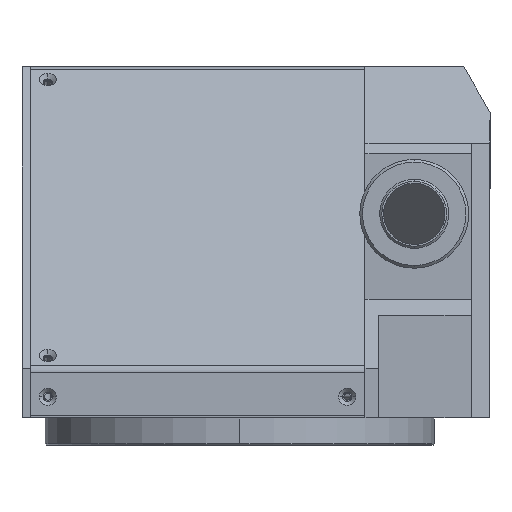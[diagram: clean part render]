
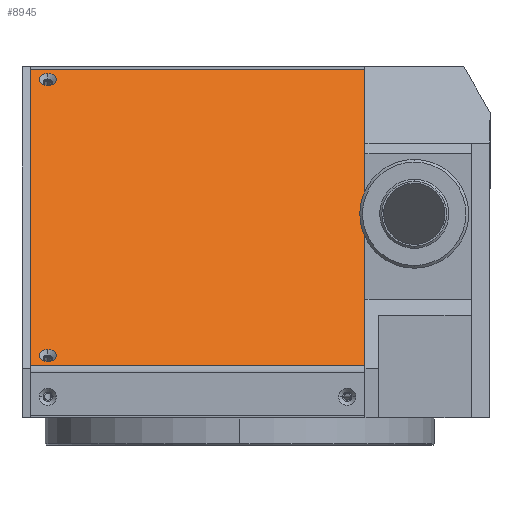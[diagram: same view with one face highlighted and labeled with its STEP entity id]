
A CAD part, left-side view. The second image highlights one B-rep face of the part: STEP entity #8945.
In plain terms, the highlighted planar face has unit normal (-0.707, 0, 0.707).
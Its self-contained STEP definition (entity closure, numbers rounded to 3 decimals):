
#26 = EDGE_LOOP ( 'NONE', ( #5982, #9403 ) ) ;
#187 = DIRECTION ( 'NONE',  ( 0.707, 0., 0.707 ) ) ;
#261 = ORIENTED_EDGE ( 'NONE', *, *, #2630, .F. ) ;
#406 = CARTESIAN_POINT ( 'NONE',  ( 30.307, 70.5, 133.52 ) ) ;
#544 = ORIENTED_EDGE ( 'NONE', *, *, #9681, .F. ) ;
#644 = ORIENTED_EDGE ( 'NONE', *, *, #1616, .F. ) ;
#656 = DIRECTION ( 'NONE',  ( -0.707, 0., -0.707 ) ) ;
#729 = CARTESIAN_POINT ( 'NONE',  ( 31.615, 294.359, 134.828 ) ) ;
#1159 = VERTEX_POINT ( 'NONE', #10817 ) ;
#1491 = CARTESIAN_POINT ( 'NONE',  ( -77.414, 77., 25.799 ) ) ;
#1616 = EDGE_CURVE ( 'NONE', #1159, #10536, #5771, .T. ) ;
#1675 = LINE ( 'NONE', #10864, #6706 ) ;
#1849 = CARTESIAN_POINT ( 'NONE',  ( 25.852, 70.5, 129.066 ) ) ;
#1925 = PLANE ( 'NONE',  #3981 ) ;
#2485 = VECTOR ( 'NONE', #656, 1000. ) ;
#2494 = CIRCLE ( 'NONE', #5499, 3.15 ) ;
#2516 = CIRCLE ( 'NONE', #6905, 3.15 ) ;
#2630 = EDGE_CURVE ( 'NONE', #7795, #8533, #10126, .T. ) ;
#2989 = EDGE_CURVE ( 'NONE', #7712, #7795, #1675, .T. ) ;
#3503 = EDGE_CURVE ( 'NONE', #4324, #8533, #8589, .T. ) ;
#3564 = VECTOR ( 'NONE', #4681, 1000. ) ;
#3793 = ORIENTED_EDGE ( 'NONE', *, *, #9834, .F. ) ;
#3981 = AXIS2_PLACEMENT_3D ( 'NONE', #7268, #10621, #187 ) ;
#4046 = DIRECTION ( 'NONE',  ( 0., -1., 0. ) ) ;
#4146 = DIRECTION ( 'NONE',  ( 0.707, 0., 0.707 ) ) ;
#4164 = DIRECTION ( 'NONE',  ( 0.707, 0., 0.707 ) ) ;
#4179 = CARTESIAN_POINT ( 'NONE',  ( 28.08, 70.5, 131.293 ) ) ;
#4324 = VERTEX_POINT ( 'NONE', #10432 ) ;
#4681 = DIRECTION ( 'NONE',  ( 0., 1., 0. ) ) ;
#4904 = AXIS2_PLACEMENT_3D ( 'NONE', #5920, #5841, #4164 ) ;
#5044 = CARTESIAN_POINT ( 'NONE',  ( -76.828, -46., 26.385 ) ) ;
#5311 = DIRECTION ( 'NONE',  ( 0.707, 0., 0.707 ) ) ;
#5499 = AXIS2_PLACEMENT_3D ( 'NONE', #10527, #7935, #9791 ) ;
#5672 = EDGE_CURVE ( 'NONE', #9231, #7050, #6225, .T. ) ;
#5746 = CARTESIAN_POINT ( 'NONE',  ( -76.828, 77., 26.385 ) ) ;
#5747 = FACE_OUTER_BOUND ( 'NONE', #10185, .T. ) ;
#5771 = CIRCLE ( 'NONE', #8601, 3.15 ) ;
#5841 = DIRECTION ( 'NONE',  ( -0.707, 0., 0.707 ) ) ;
#5920 = CARTESIAN_POINT ( 'NONE',  ( 28.08, 70.5, 131.293 ) ) ;
#5935 = DIRECTION ( 'NONE',  ( -0.707, 0., 0.707 ) ) ;
#5982 = ORIENTED_EDGE ( 'NONE', *, *, #8677, .F. ) ;
#6128 = LINE ( 'NONE', #729, #6690 ) ;
#6148 = FACE_BOUND ( 'NONE', #26, .T. ) ;
#6225 = CIRCLE ( 'NONE', #4904, 3.15 ) ;
#6690 = VECTOR ( 'NONE', #4046, 1000. ) ;
#6706 = VECTOR ( 'NONE', #9147, 1000. ) ;
#6905 = AXIS2_PLACEMENT_3D ( 'NONE', #4179, #5935, #4146 ) ;
#6933 = ORIENTED_EDGE ( 'NONE', *, *, #2989, .F. ) ;
#7050 = VERTEX_POINT ( 'NONE', #406 ) ;
#7268 = CARTESIAN_POINT ( 'NONE',  ( -77.414, 294.359, 25.799 ) ) ;
#7475 = CARTESIAN_POINT ( 'NONE',  ( 31.615, -46., 134.828 ) ) ;
#7712 = VERTEX_POINT ( 'NONE', #7475 ) ;
#7795 = VERTEX_POINT ( 'NONE', #5044 ) ;
#7935 = DIRECTION ( 'NONE',  ( -0.707, 0., 0.707 ) ) ;
#8142 = CARTESIAN_POINT ( 'NONE',  ( -71.066, 70.5, 32.148 ) ) ;
#8479 = EDGE_LOOP ( 'NONE', ( #3793, #644 ) ) ;
#8533 = VERTEX_POINT ( 'NONE', #5746 ) ;
#8589 = LINE ( 'NONE', #1491, #2485 ) ;
#8595 = ORIENTED_EDGE ( 'NONE', *, *, #3503, .T. ) ;
#8601 = AXIS2_PLACEMENT_3D ( 'NONE', #10507, #8742, #5311 ) ;
#8677 = EDGE_CURVE ( 'NONE', #7050, #9231, #2516, .T. ) ;
#8742 = DIRECTION ( 'NONE',  ( -0.707, 0., 0.707 ) ) ;
#8881 = FACE_BOUND ( 'NONE', #8479, .T. ) ;
#8945 = ADVANCED_FACE ( 'NONE', ( #8881, #6148, #5747 ), #1925, .T. ) ;
#8970 = CARTESIAN_POINT ( 'NONE',  ( -76.828, 294.359, 26.385 ) ) ;
#9147 = DIRECTION ( 'NONE',  ( -0.707, 0., -0.707 ) ) ;
#9231 = VERTEX_POINT ( 'NONE', #1849 ) ;
#9403 = ORIENTED_EDGE ( 'NONE', *, *, #5672, .F. ) ;
#9681 = EDGE_CURVE ( 'NONE', #4324, #7712, #6128, .T. ) ;
#9791 = DIRECTION ( 'NONE',  ( 0.707, 0., 0.707 ) ) ;
#9834 = EDGE_CURVE ( 'NONE', #10536, #1159, #2494, .T. ) ;
#10126 = LINE ( 'NONE', #8970, #3564 ) ;
#10185 = EDGE_LOOP ( 'NONE', ( #8595, #261, #6933, #544 ) ) ;
#10432 = CARTESIAN_POINT ( 'NONE',  ( 31.615, 77., 134.828 ) ) ;
#10507 = CARTESIAN_POINT ( 'NONE',  ( -73.293, 70.5, 29.92 ) ) ;
#10527 = CARTESIAN_POINT ( 'NONE',  ( -73.293, 70.5, 29.92 ) ) ;
#10536 = VERTEX_POINT ( 'NONE', #8142 ) ;
#10621 = DIRECTION ( 'NONE',  ( -0.707, 0., 0.707 ) ) ;
#10817 = CARTESIAN_POINT ( 'NONE',  ( -75.52, 70.5, 27.693 ) ) ;
#10864 = CARTESIAN_POINT ( 'NONE',  ( -77.414, -46., 25.799 ) ) ;
